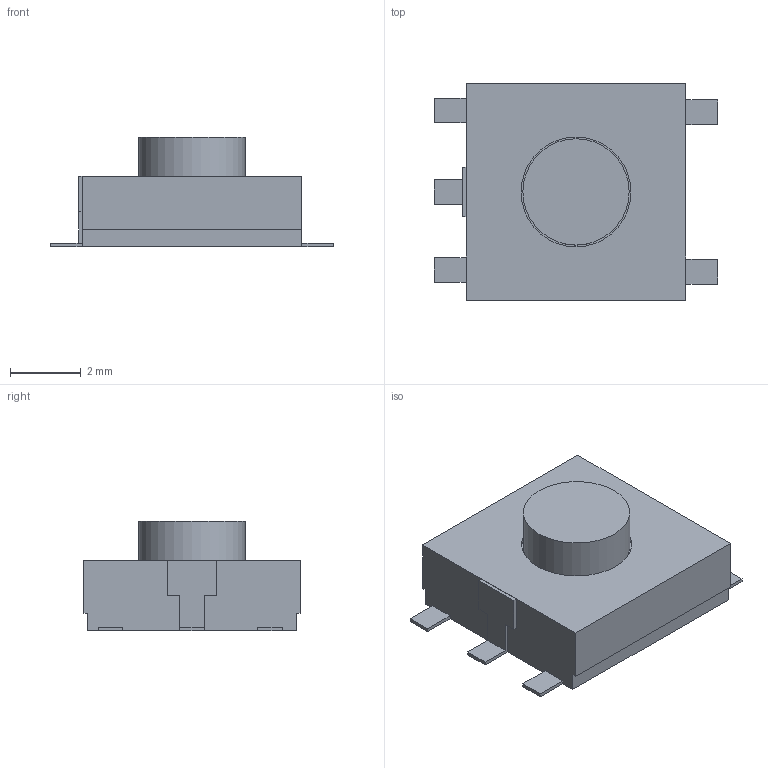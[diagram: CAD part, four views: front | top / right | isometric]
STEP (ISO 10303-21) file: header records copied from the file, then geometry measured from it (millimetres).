
FILE_DESCRIPTION(('HOOPS Exchange Step'),'2;1');
FILE_NAME('temp_export','2022-07-01T01:03:22-15:00',('tylorstyle'),('Shapr3D Limited'),'HOOPS Exchange 2022.0','Shapr3D','Authorized');
FILE_SCHEMA( ('AP203_CONFIGURATION_CONTROLLED_3D_DESIGN_OF_MECHANICAL_PARTS_AND_ASSEMBLIES_MIM_LF') );
Length unit declared in the file: millimetre
Products named in the file (1): root
Bounding box: 8 x 6.1 x 3.1 mm (x, y, z)
Volume: 83.3 mm3; surface area: 149.4 mm2
Topology: 6 solids, 6 shells, 50 faces, 110 edges, 74 vertices
Faces by surface type: plane 48, cylinder 2
Full cylindrical faces by diameter (mm): 3 x1, 3.1 x1
Entity records: 1375 total; most frequent: CARTESIAN_POINT 235, ORIENTED_EDGE 220, DIRECTION 218, EDGE_CURVE 110, VECTOR 104, LINE 104, VERTEX_POINT 74, AXIS2_PLACEMENT_3D 57
